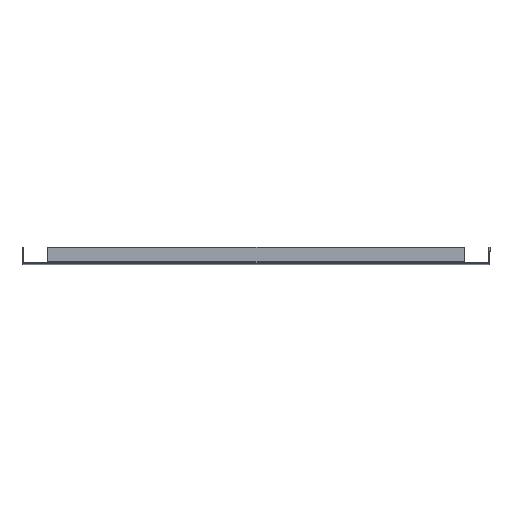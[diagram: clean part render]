
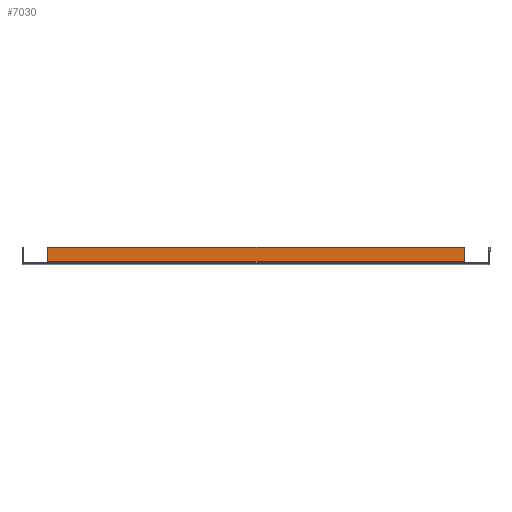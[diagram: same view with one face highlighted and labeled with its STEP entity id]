
A CAD part, top view. The second image highlights one B-rep face of the part: STEP entity #7030.
In plain terms, the highlighted planar face has unit normal (0, 0, 1).
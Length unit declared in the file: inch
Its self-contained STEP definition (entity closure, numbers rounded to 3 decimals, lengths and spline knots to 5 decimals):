
#92 = DIRECTION ( 'NONE',  ( -1., 0., 0. ) ) ;
#253 = VERTEX_POINT ( 'NONE', #340 ) ;
#340 = CARTESIAN_POINT ( 'NONE',  ( -9.342, 0.086, 13.5 ) ) ;
#406 = EDGE_CURVE ( 'NONE', #4606, #604, #2445, .T. ) ;
#548 = DIRECTION ( 'NONE',  ( 0., -1., 0. ) ) ;
#604 = VERTEX_POINT ( 'NONE', #7902 ) ;
#1186 = CARTESIAN_POINT ( 'NONE',  ( -10.41392, 0.047, 13.5 ) ) ;
#1193 = ORIENTED_EDGE ( 'NONE', *, *, #406, .T. ) ;
#1286 = LINE ( 'NONE', #8716, #2020 ) ;
#1520 = CARTESIAN_POINT ( 'NONE',  ( -9.342, 0.75, 13.5 ) ) ;
#1934 = AXIS2_PLACEMENT_3D ( 'NONE', #1186, #5244, #548 ) ;
#2020 = VECTOR ( 'NONE', #92, 39.37008 ) ;
#2029 = CARTESIAN_POINT ( 'NONE',  ( 9.342, 0.047, 13.5 ) ) ;
#2401 = DIRECTION ( 'NONE',  ( -1., 0., 0. ) ) ;
#2445 = LINE ( 'NONE', #2029, #3301 ) ;
#3301 = VECTOR ( 'NONE', #10016, 39.37008 ) ;
#3531 = CARTESIAN_POINT ( 'NONE',  ( 9.342, 0.086, 13.5 ) ) ;
#4111 = EDGE_CURVE ( 'NONE', #253, #7096, #5808, .T. ) ;
#4481 = EDGE_CURVE ( 'NONE', #4606, #253, #4573, .T. ) ;
#4573 = LINE ( 'NONE', #7235, #7380 ) ;
#4606 = VERTEX_POINT ( 'NONE', #3531 ) ;
#4719 = ORIENTED_EDGE ( 'NONE', *, *, #4111, .F. ) ;
#5089 = CARTESIAN_POINT ( 'NONE',  ( -9.342, 0., 13.5 ) ) ;
#5244 = DIRECTION ( 'NONE',  ( 0., 0., 1. ) ) ;
#5808 = LINE ( 'NONE', #5089, #7766 ) ;
#5875 = ORIENTED_EDGE ( 'NONE', *, *, #4481, .F. ) ;
#6982 = EDGE_CURVE ( 'NONE', #604, #7096, #1286, .T. ) ;
#7030 = ADVANCED_FACE ( 'NONE', ( #8171 ), #9967, .T. ) ;
#7096 = VERTEX_POINT ( 'NONE', #1520 ) ;
#7235 = CARTESIAN_POINT ( 'NONE',  ( 9.342, 0.086, 13.5 ) ) ;
#7380 = VECTOR ( 'NONE', #2401, 39.37008 ) ;
#7766 = VECTOR ( 'NONE', #8794, 39.37008 ) ;
#7902 = CARTESIAN_POINT ( 'NONE',  ( 9.342, 0.75, 13.5 ) ) ;
#8171 = FACE_OUTER_BOUND ( 'NONE', #9354, .T. ) ;
#8716 = CARTESIAN_POINT ( 'NONE',  ( -10.41392, 0.75, 13.5 ) ) ;
#8794 = DIRECTION ( 'NONE',  ( 0., 1., 0. ) ) ;
#9291 = ORIENTED_EDGE ( 'NONE', *, *, #6982, .T. ) ;
#9354 = EDGE_LOOP ( 'NONE', ( #4719, #5875, #1193, #9291 ) ) ;
#9967 = PLANE ( 'NONE',  #1934 ) ;
#10016 = DIRECTION ( 'NONE',  ( 0., 1., 0. ) ) ;
